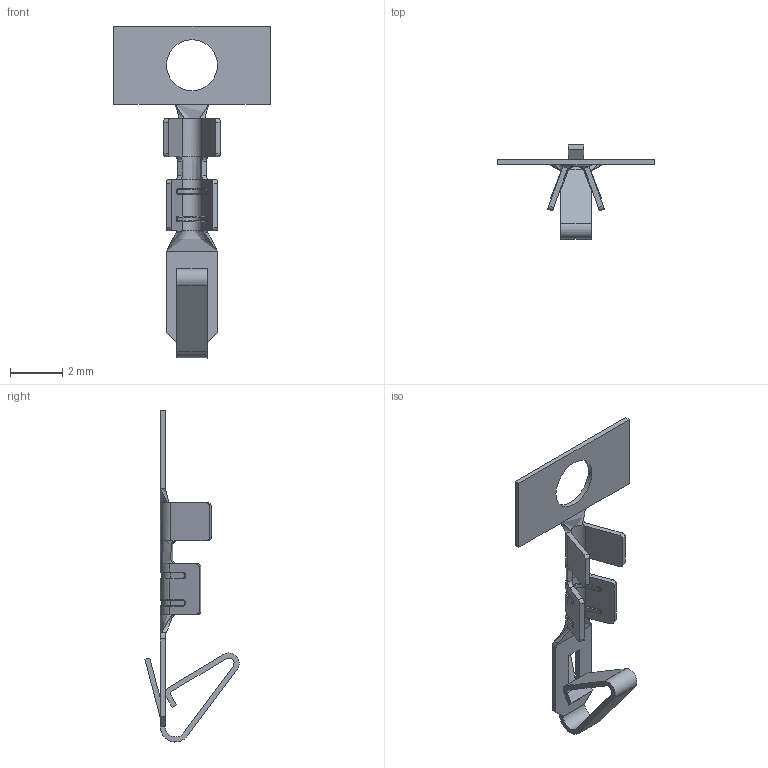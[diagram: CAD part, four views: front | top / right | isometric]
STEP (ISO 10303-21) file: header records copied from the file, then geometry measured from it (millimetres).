
FILE_DESCRIPTION( ('This file contains a STEP AP42 implementation' ,'as created by ZW3D STEP Interface translator.') ,'2;1' );
FILE_NAME( 'WF2541-TPSN01.stp' ,'23 426. 8 739', (''), ('ZWCAD Software Co.'), 'Version 1.0', 'ZW3D to STEP translator', '' );
FILE_SCHEMA(('AUTOMOTIVE_DESIGN { 1 0 10303 214 1 1 1 1 }'));
Length unit declared in the file: millimetre
Products named in the file (2): 0; WF2541-TPSN01
Bounding box: 5.99 x 3.6 x 12.7 mm (x, y, z)
Volume: 9.3 mm3; surface area: 111.4 mm2
Topology: 1 solids, 1 shells, 169 faces, 437 edges, 268 vertices
Faces by surface type: plane 66, cylinder 61, bspline 42
Full cylindrical faces by diameter (mm): 1.949 x1
Entity records: 6382 total; most frequent: CARTESIAN_POINT 2409, ORIENTED_EDGE 870, DIRECTION 687, EDGE_CURVE 435, VERTEX_POINT 268, VECTOR 241, LINE 241, AXIS2_PLACEMENT_3D 223
